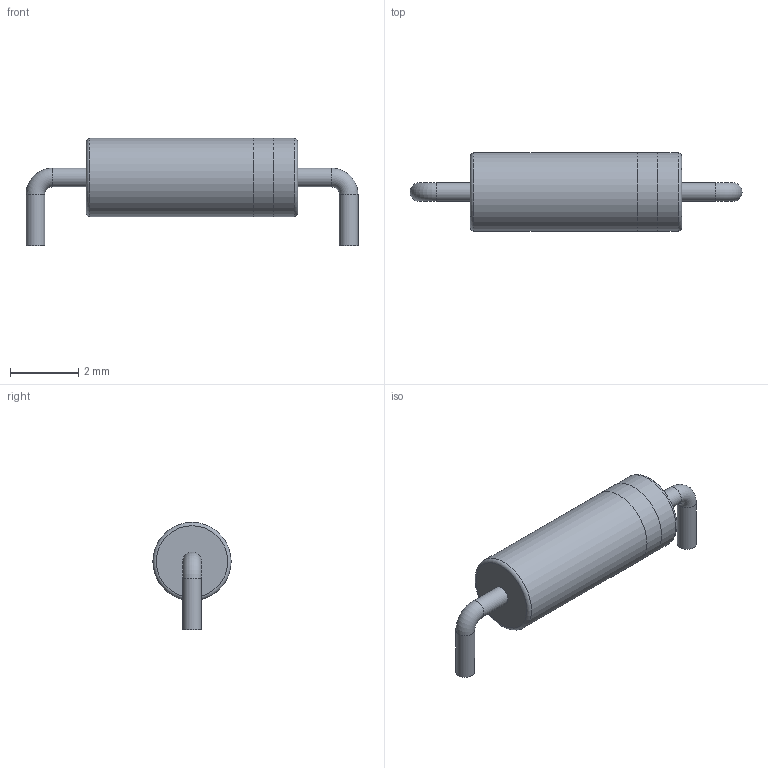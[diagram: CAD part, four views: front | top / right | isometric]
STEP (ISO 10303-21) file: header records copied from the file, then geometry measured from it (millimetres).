
FILE_DESCRIPTION(('FreeCAD Model'),'2;1');
FILE_NAME('Open CASCADE Shape Model','2024-10-05T11:14:05',(''),(''), 'Open CASCADE STEP processor 7.8','FreeCAD','Unknown');
FILE_SCHEMA(('AUTOMOTIVE_DESIGN { 1 0 10303 214 1 1 1 1 }'));
Length unit declared in the file: millimetre
Products named in the file (5): th_diode_do_7; Body002; Body002 (Mirror #1); Body001; Body
Assembly tree (4 placements, depth 2):
  th_diode_do_7
    Body002
    Body002 (Mirror #1)
    Body001
    Body
Bounding box: 9.75 x 2.3 x 3.15 mm (x, y, z)
Volume: 27.1 mm3; surface area: 78.9 mm2
Topology: 4 solids, 4 shells, 23 faces, 33 edges, 20 vertices
Faces by surface type: plane 10, cylinder 9, torus 4
Full cylindrical faces by diameter (mm): 0.55 x4, 1.6 x1, 1.75 x1, 2.3 x3
Entity records: 627 total; most frequent: DIRECTION 113, CARTESIAN_POINT 81, ORIENTED_EDGE 66, AXIS2_PLACEMENT_3D 52, EDGE_CURVE 33, FACE_BOUND 27, EDGE_LOOP 27, CIRCLE 24
